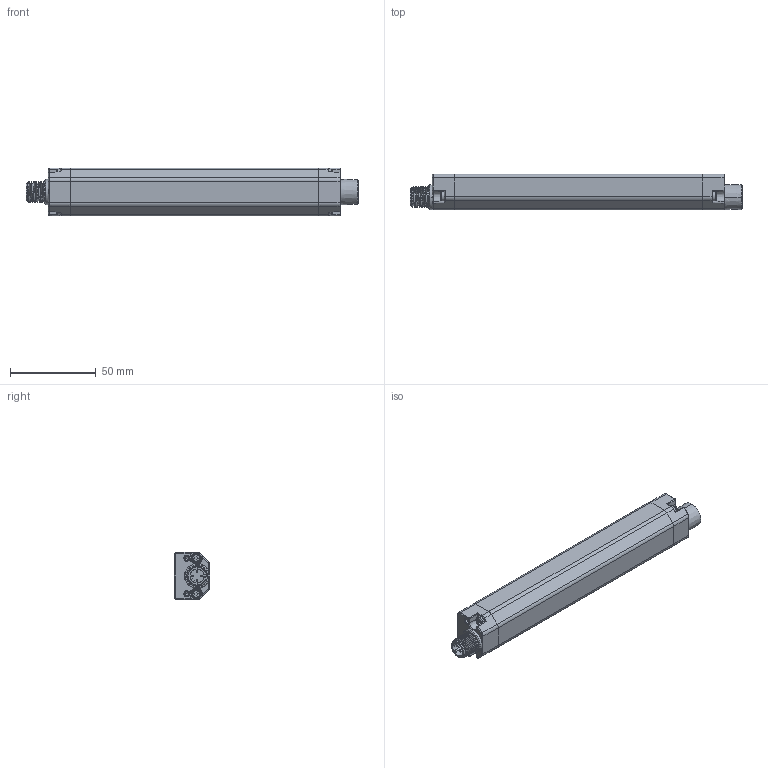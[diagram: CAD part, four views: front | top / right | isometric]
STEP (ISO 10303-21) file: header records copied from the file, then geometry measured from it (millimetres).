
FILE_DESCRIPTION((''),'2;1');
FILE_NAME('154516_SW','2010-11-02T',('banengservice'),('BANNER ENGINEERING'),'PRO/ENGINEER BY PARAMETRIC TECHNOLOGY CORPORATION, 2009141','PRO/ENGINEER BY PARAMETRIC TECHNOLOGY CORPORATION, 2009141','');
FILE_SCHEMA(('CONFIG_CONTROL_DESIGN'));
Products named in the file (1): 154516_SW
Bounding box: 194 x 21 x 28 mm (x, y, z)
Volume: 41542 mm3; surface area: 47423 mm2
Topology: 1 solids, 1 shells, 1101 faces, 2779 edges, 1708 vertices
Faces by surface type: plane 372, cylinder 340, bspline 139, cone 136, torus 98, sphere 16
Entity records: 49167 total; most frequent: CARTESIAN_POINT 23268, ORIENTED_EDGE 5542, DIRECTION 5353, EDGE_CURVE 2771, AXIS2_PLACEMENT_3D 2059, VERTEX_POINT 1708, VECTOR 1235, LINE 1235
